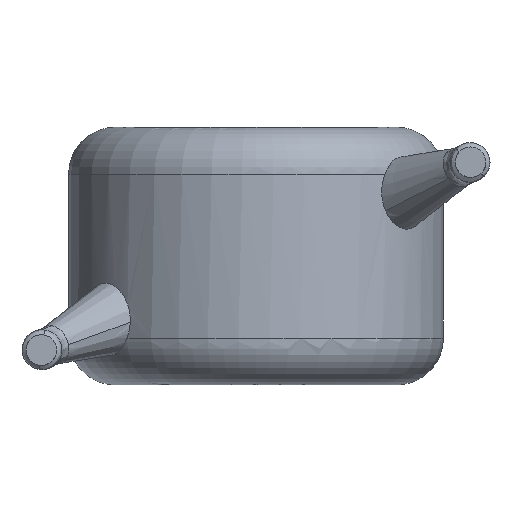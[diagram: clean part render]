
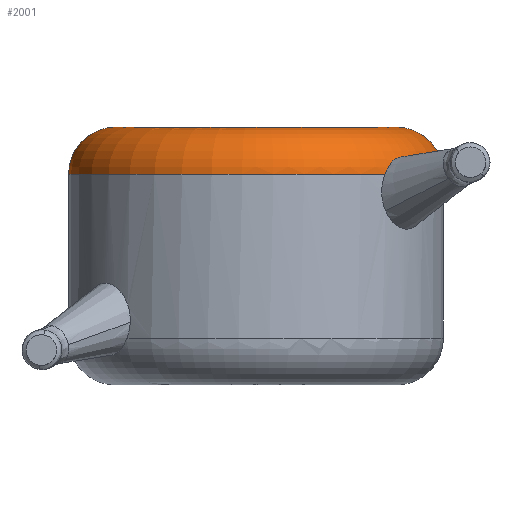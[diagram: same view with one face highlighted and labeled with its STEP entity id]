
A CAD part, front view. The second image highlights one B-rep face of the part: STEP entity #2001.
In plain terms, the highlighted toroidal (fillet/blend) face has major radius 3 mm and minor radius 1 mm.
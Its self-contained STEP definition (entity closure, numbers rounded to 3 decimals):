
#92 = CARTESIAN_POINT ( 'NONE',  ( 3.484, -1.958, 4.637 ) ) ;
#114 = DIRECTION ( 'NONE',  ( 0., 0., 1. ) ) ;
#179 = AXIS2_PLACEMENT_3D ( 'NONE', #195, #847, #2120 ) ;
#195 = CARTESIAN_POINT ( 'NONE',  ( 3., 0., 4.5 ) ) ;
#209 = AXIS2_PLACEMENT_3D ( 'NONE', #4236, #1295, #1309 ) ;
#216 = ORIENTED_EDGE ( 'NONE', *, *, #1131, .F. ) ;
#219 = EDGE_CURVE ( 'NONE', #2096, #1609, #3737, .T. ) ;
#300 = AXIS2_PLACEMENT_3D ( 'NONE', #1134, #3467, #3793 ) ;
#316 = AXIS2_PLACEMENT_3D ( 'NONE', #2023, #3689, #429 ) ;
#390 = CARTESIAN_POINT ( 'NONE',  ( 2.848, -2.783, 4.705 ) ) ;
#419 = CARTESIAN_POINT ( 'NONE',  ( 3.039, -2.496, 4.864 ) ) ;
#429 = DIRECTION ( 'NONE',  ( 1., 0., 0. ) ) ;
#449 = CARTESIAN_POINT ( 'NONE',  ( 3.192, -2.296, 4.868 ) ) ;
#479 = TOROIDAL_SURFACE ( 'NONE', #209, 3., 1. ) ;
#480 = ORIENTED_EDGE ( 'NONE', *, *, #2813, .T. ) ;
#536 = CARTESIAN_POINT ( 'NONE',  ( 3.528, -1.884, 4.524 ) ) ;
#715 = CARTESIAN_POINT ( 'NONE',  ( 4., 0., 4.5 ) ) ;
#732 = CARTESIAN_POINT ( 'NONE',  ( 2.753, -2.901, 4.5 ) ) ;
#804 = DIRECTION ( 'NONE',  ( 1., 0., 0. ) ) ;
#847 = DIRECTION ( 'NONE',  ( 0., -1., 0. ) ) ;
#874 = VERTEX_POINT ( 'NONE', #887 ) ;
#887 = CARTESIAN_POINT ( 'NONE',  ( -3., 0., 5.5 ) ) ;
#905 = CIRCLE ( 'NONE', #179, 1. ) ;
#1013 = ORIENTED_EDGE ( 'NONE', *, *, #1422, .T. ) ;
#1056 = DIRECTION ( 'NONE',  ( 1., 0., 0. ) ) ;
#1069 = ORIENTED_EDGE ( 'NONE', *, *, #1392, .T. ) ;
#1131 = EDGE_CURVE ( 'NONE', #874, #2416, #2134, .T. ) ;
#1134 = CARTESIAN_POINT ( 'NONE',  ( -3., 0., 4.5 ) ) ;
#1295 = DIRECTION ( 'NONE',  ( 0., 0., 1. ) ) ;
#1304 = CIRCLE ( 'NONE', #1394, 4. ) ;
#1309 = DIRECTION ( 'NONE',  ( 1., 0., 0. ) ) ;
#1326 = ORIENTED_EDGE ( 'NONE', *, *, #2667, .F. ) ;
#1335 = VERTEX_POINT ( 'NONE', #4036 ) ;
#1392 = EDGE_CURVE ( 'NONE', #2145, #2416, #905, .T. ) ;
#1394 = AXIS2_PLACEMENT_3D ( 'NONE', #2595, #2998, #804 ) ;
#1413 = CARTESIAN_POINT ( 'NONE',  ( 2.798, -2.859, 4.612 ) ) ;
#1422 = EDGE_CURVE ( 'NONE', #1335, #1752, #2380, .T. ) ;
#1609 = VERTEX_POINT ( 'NONE', #1851 ) ;
#1685 = CARTESIAN_POINT ( 'NONE',  ( 2.753, -2.901, 4.5 ) ) ;
#1752 = VERTEX_POINT ( 'NONE', #3608 ) ;
#1851 = CARTESIAN_POINT ( 'NONE',  ( -4., 0., 4.5 ) ) ;
#2001 = ADVANCED_FACE ( 'NONE', ( #3240 ), #479, .T. ) ;
#2023 = CARTESIAN_POINT ( 'NONE',  ( 0., 0., 4.5 ) ) ;
#2089 = AXIS2_PLACEMENT_3D ( 'NONE', #2716, #114, #1056 ) ;
#2092 = CIRCLE ( 'NONE', #300, 1. ) ;
#2096 = VERTEX_POINT ( 'NONE', #732 ) ;
#2120 = DIRECTION ( 'NONE',  ( 0., 0., -1. ) ) ;
#2134 = CIRCLE ( 'NONE', #2089, 3. ) ;
#2145 = VERTEX_POINT ( 'NONE', #715 ) ;
#2380 = B_SPLINE_CURVE_WITH_KNOTS ( 'NONE', 3,
 ( #3123, #536, #3462, #3797 ),
 .UNSPECIFIED., .F., .F.,
 ( 4, 4 ),
 ( 0.002, 0.002 ),
 .UNSPECIFIED. ) ;
#2416 = VERTEX_POINT ( 'NONE', #3801 ) ;
#2595 = CARTESIAN_POINT ( 'NONE',  ( 0., 0., 4.5 ) ) ;
#2667 = EDGE_CURVE ( 'NONE', #1609, #874, #2092, .T. ) ;
#2685 = CARTESIAN_POINT ( 'NONE',  ( 3.274, -2.201, 4.838 ) ) ;
#2716 = CARTESIAN_POINT ( 'NONE',  ( 0., 0., 5.5 ) ) ;
#2735 = CARTESIAN_POINT ( 'NONE',  ( 3.421, -2.031, 4.722 ) ) ;
#2813 = EDGE_CURVE ( 'NONE', #2096, #1335, #3651, .T. ) ;
#2998 = DIRECTION ( 'NONE',  ( 0., 0., -1. ) ) ;
#3123 = CARTESIAN_POINT ( 'NONE',  ( 3.524, -1.892, 4.536 ) ) ;
#3240 = FACE_OUTER_BOUND ( 'NONE', #3590, .T. ) ;
#3339 = CARTESIAN_POINT ( 'NONE',  ( 2.969, -2.602, 4.831 ) ) ;
#3388 = ORIENTED_EDGE ( 'NONE', *, *, #219, .F. ) ;
#3462 = CARTESIAN_POINT ( 'NONE',  ( 3.533, -1.876, 4.512 ) ) ;
#3467 = DIRECTION ( 'NONE',  ( 0., 1., 0. ) ) ;
#3494 = ORIENTED_EDGE ( 'NONE', *, *, #4040, .F. ) ;
#3590 = EDGE_LOOP ( 'NONE', ( #1326, #3388, #480, #1013, #3494, #1069, #216 ) ) ;
#3608 = CARTESIAN_POINT ( 'NONE',  ( 3.537, -1.869, 4.5 ) ) ;
#3651 = B_SPLINE_CURVE_WITH_KNOTS ( 'NONE', 3,
 ( #1685, #1413, #390, #3339, #419, #449, #2685, #2735, #92, #4033 ),
 .UNSPECIFIED., .F., .F.,
 ( 4, 2, 2, 2, 4 ),
 ( 0., 0., 0.001, 0.001, 0.002 ),
 .UNSPECIFIED. ) ;
#3689 = DIRECTION ( 'NONE',  ( 0., 0., -1. ) ) ;
#3737 = CIRCLE ( 'NONE', #316, 4. ) ;
#3793 = DIRECTION ( 'NONE',  ( -1., 0., 0. ) ) ;
#3797 = CARTESIAN_POINT ( 'NONE',  ( 3.537, -1.869, 4.5 ) ) ;
#3801 = CARTESIAN_POINT ( 'NONE',  ( 3., 0., 5.5 ) ) ;
#4033 = CARTESIAN_POINT ( 'NONE',  ( 3.524, -1.892, 4.536 ) ) ;
#4036 = CARTESIAN_POINT ( 'NONE',  ( 3.524, -1.892, 4.536 ) ) ;
#4040 = EDGE_CURVE ( 'NONE', #2145, #1752, #1304, .T. ) ;
#4236 = CARTESIAN_POINT ( 'NONE',  ( 0., 0., 4.5 ) ) ;
